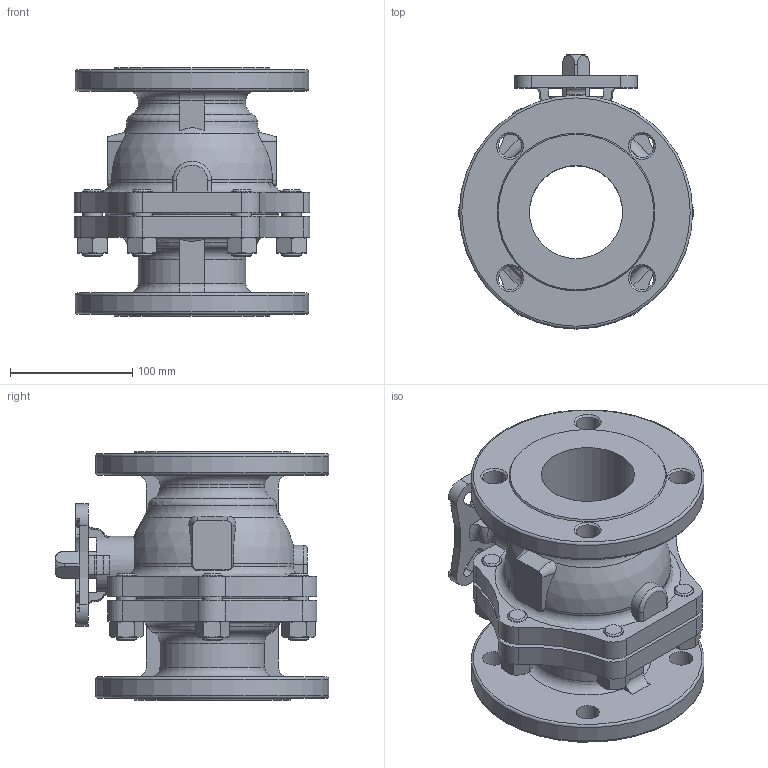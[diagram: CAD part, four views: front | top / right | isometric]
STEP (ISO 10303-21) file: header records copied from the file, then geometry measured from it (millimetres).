
FILE_DESCRIPTION(/* description */ ('STEP AP214'),/* implementation_level */ '2;1');
FILE_NAME(/* name */ '4810859_VZBF-3-P1-20-D-2-F0710-V15V15',/* time_stamp */ '2024-09-18T02:31:49+02:00',/* author */ ('License CC BY-ND 4.0'),/* organization */ ('CADENAS'),/* preprocessor_version */ 'ST-DEVELOPER v19.3',/* originating_system */ 'PARTsolutions',/* authorisation */ ' ');
FILE_SCHEMA (('AUTOMOTIVE_DESIGN {1 0 10303 214 3 1 1}'));
Length unit declared in the file: millimetre
Products named in the file (1): 4810859 VZBF-3-P1-20-D-2-F0710-V15V15
Bounding box: 192.4 x 223.75 x 203 mm (x, y, z)
Volume: 2346288.1 mm3; surface area: 314713.8 mm2
Topology: 1 solids, 1 shells, 386 faces, 1010 edges, 644 vertices
Faces by surface type: plane 134, cylinder 111, cone 104, torus 35, sphere 2
Full cylindrical faces by diameter (mm): 16 x18, 17.5 x6, 19 x8, 47 x1, 76 x1, 190.5 x2
Entity records: 11877 total; most frequent: CARTESIAN_POINT 2840, ORIENTED_EDGE 1838, DIRECTION 1836, EDGE_CURVE 919, AXIS2_PLACEMENT_3D 774, VERTEX_POINT 621, EDGE_LOOP 518, FACE_BOUND 518
